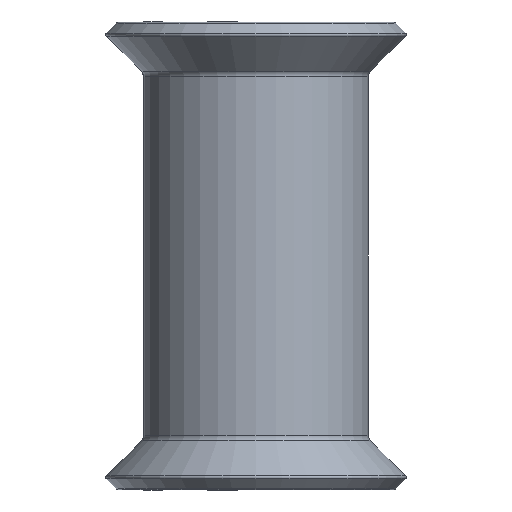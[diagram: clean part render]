
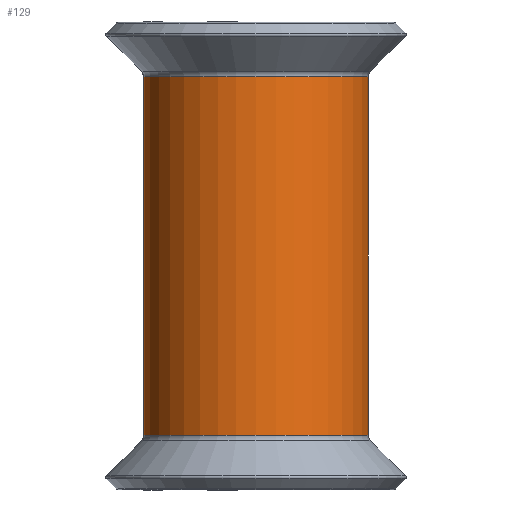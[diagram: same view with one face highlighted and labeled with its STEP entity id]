
A CAD part, front view. The second image highlights one B-rep face of the part: STEP entity #129.
In plain terms, the highlighted cylindrical face has radius 3.81 mm (diameter 7.62 mm), a partial arc.
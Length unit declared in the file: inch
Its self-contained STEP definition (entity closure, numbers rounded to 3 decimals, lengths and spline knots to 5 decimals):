
#76 = DIRECTION ( 'NONE',  ( 0., 0., -1. ) ) ;
#129 = ADVANCED_FACE ( 'NONE', ( #1447 ), #1977, .T. ) ;
#199 = VERTEX_POINT ( 'NONE', #1001 ) ;
#200 = CARTESIAN_POINT ( 'NONE',  ( -0.025, -0.593, -0.23972 ) ) ;
#252 = EDGE_CURVE ( 'NONE', #2292, #966, #1187, .T. ) ;
#262 = ORIENTED_EDGE ( 'NONE', *, *, #252, .T. ) ;
#341 = CARTESIAN_POINT ( 'NONE',  ( 0.125, -0.593, 0.3125 ) ) ;
#350 = AXIS2_PLACEMENT_3D ( 'NONE', #581, #2096, #793 ) ;
#572 = EDGE_CURVE ( 'NONE', #199, #1310, #1218, .T. ) ;
#580 = DIRECTION ( 'NONE',  ( 0., 0., -1. ) ) ;
#581 = CARTESIAN_POINT ( 'NONE',  ( 0.125, -0.593, 0.23972 ) ) ;
#793 = DIRECTION ( 'NONE',  ( -1., 0., 0. ) ) ;
#966 = VERTEX_POINT ( 'NONE', #2636 ) ;
#994 = DIRECTION ( 'NONE',  ( 0., 0., -1. ) ) ;
#1001 = CARTESIAN_POINT ( 'NONE',  ( 0.125, -0.443, -0.23972 ) ) ;
#1170 = ORIENTED_EDGE ( 'NONE', *, *, #1875, .F. ) ;
#1187 = CIRCLE ( 'NONE', #350, 0.15 ) ;
#1218 = CIRCLE ( 'NONE', #2518, 0.15 ) ;
#1310 = VERTEX_POINT ( 'NONE', #200 ) ;
#1313 = EDGE_LOOP ( 'NONE', ( #2627, #2452, #1170, #262 ) ) ;
#1323 = CARTESIAN_POINT ( 'NONE',  ( 0.125, -0.443, 0.23972 ) ) ;
#1447 = FACE_OUTER_BOUND ( 'NONE', #1313, .T. ) ;
#1535 = LINE ( 'NONE', #2432, #2103 ) ;
#1874 = CARTESIAN_POINT ( 'NONE',  ( 0.125, -0.593, -0.23972 ) ) ;
#1875 = EDGE_CURVE ( 'NONE', #2292, #199, #1535, .T. ) ;
#1977 = CYLINDRICAL_SURFACE ( 'NONE', #1997, 0.15 ) ;
#1997 = AXIS2_PLACEMENT_3D ( 'NONE', #341, #2067, #2405 ) ;
#2059 = LINE ( 'NONE', #2290, #2696 ) ;
#2067 = DIRECTION ( 'NONE',  ( 0., 0., -1. ) ) ;
#2095 = DIRECTION ( 'NONE',  ( -1., 0., 0. ) ) ;
#2096 = DIRECTION ( 'NONE',  ( 0., 0., -1. ) ) ;
#2103 = VECTOR ( 'NONE', #76, 39.37008 ) ;
#2290 = CARTESIAN_POINT ( 'NONE',  ( -0.025, -0.593, 0.3125 ) ) ;
#2292 = VERTEX_POINT ( 'NONE', #1323 ) ;
#2405 = DIRECTION ( 'NONE',  ( -1., 0., 0. ) ) ;
#2432 = CARTESIAN_POINT ( 'NONE',  ( 0.125, -0.443, 0.3125 ) ) ;
#2452 = ORIENTED_EDGE ( 'NONE', *, *, #572, .F. ) ;
#2518 = AXIS2_PLACEMENT_3D ( 'NONE', #1874, #580, #2095 ) ;
#2627 = ORIENTED_EDGE ( 'NONE', *, *, #2753, .T. ) ;
#2636 = CARTESIAN_POINT ( 'NONE',  ( -0.025, -0.593, 0.23972 ) ) ;
#2696 = VECTOR ( 'NONE', #994, 39.37008 ) ;
#2753 = EDGE_CURVE ( 'NONE', #966, #1310, #2059, .T. ) ;
